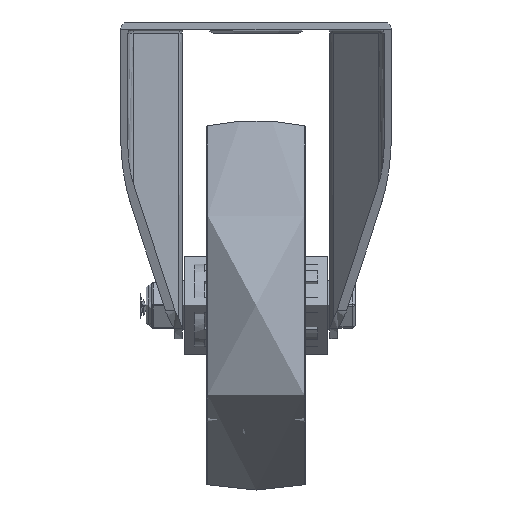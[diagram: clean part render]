
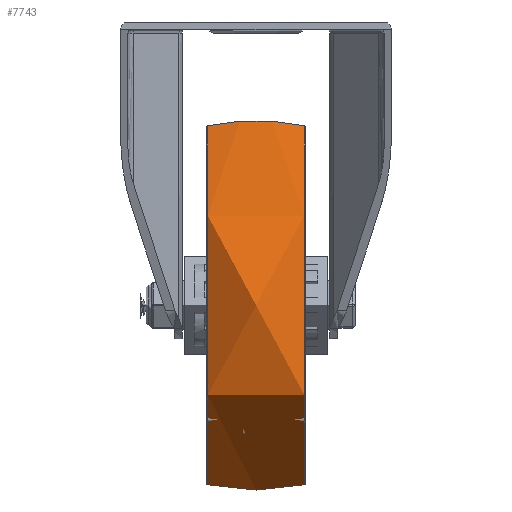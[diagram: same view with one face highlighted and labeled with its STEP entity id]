
A CAD part, left-side view. The second image highlights one B-rep face of the part: STEP entity #7743.
In plain terms, the highlighted free-form (B-spline) face has degree [2, 2] with [3, 9] control points.
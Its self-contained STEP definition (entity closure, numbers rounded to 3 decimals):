
#35=(
BOUNDED_SURFACE()
B_SPLINE_SURFACE(2,2,((#12391,#12392,#12393,#12394,#12395,#12396,#12397,
#12398,#12399),(#12400,#12401,#12402,#12403,#12404,#12405,#12406,#12407,
#12408),(#12409,#12410,#12411,#12412,#12413,#12414,#12415,#12416,#12417)),
 .UNSPECIFIED.,.F.,.T.,.F.)
B_SPLINE_SURFACE_WITH_KNOTS((3,3),(3,2,2,2,3),(-0.22,0.22),
(-3.142,-1.571,0.,1.571,3.142),
 .UNSPECIFIED.)
GEOMETRIC_REPRESENTATION_ITEM()
RATIONAL_B_SPLINE_SURFACE(((1.,0.707,1.,0.707,1.,
0.707,1.,0.707,1.),(0.976,0.69,
0.976,0.69,0.976,0.69,
0.976,0.69,0.976),(1.,0.707,
1.,0.707,1.,0.707,1.,0.707,1.)))
REPRESENTATION_ITEM('')
SURFACE()
);
#873=FACE_OUTER_BOUND('',#1347,.T.);
#1347=EDGE_LOOP('',(#5911,#5912,#5913,#5914));
#2981=CIRCLE('',#8471,72.838);
#2982=CIRCLE('',#8472,90.014);
#2983=CIRCLE('',#8473,72.838);
#3460=VERTEX_POINT('',#12388);
#3461=VERTEX_POINT('',#12418);
#4345=EDGE_CURVE('',#3460,#3460,#2981,.T.);
#4346=EDGE_CURVE('',#3460,#3461,#2982,.T.);
#4347=EDGE_CURVE('',#3461,#3461,#2983,.T.);
#5911=ORIENTED_EDGE('',*,*,#4345,.F.);
#5912=ORIENTED_EDGE('',*,*,#4346,.T.);
#5913=ORIENTED_EDGE('',*,*,#4347,.T.);
#5914=ORIENTED_EDGE('',*,*,#4346,.F.);
#7743=ADVANCED_FACE('',(#873),#35,.F.);
#8471=AXIS2_PLACEMENT_3D('',#12390,#9829,#9830);
#8472=AXIS2_PLACEMENT_3D('',#12419,#9831,#9832);
#8473=AXIS2_PLACEMENT_3D('',#12420,#9833,#9834);
#9829=DIRECTION('center_axis',(0.,1.,0.));
#9830=DIRECTION('ref_axis',(-1.,0.,0.));
#9831=DIRECTION('center_axis',(1.,0.,0.));
#9832=DIRECTION('ref_axis',(0.,0.,1.));
#9833=DIRECTION('center_axis',(0.,1.,0.));
#9834=DIRECTION('ref_axis',(-1.,0.,0.));
#12388=CARTESIAN_POINT('',(0.,19.609,72.838));
#12390=CARTESIAN_POINT('Origin',(0.,19.609,
0.));
#12391=CARTESIAN_POINT('Ctrl Pts',(0.,-19.609,
72.838));
#12392=CARTESIAN_POINT('Ctrl Pts',(72.838,-19.609,72.838));
#12393=CARTESIAN_POINT('Ctrl Pts',(72.838,-19.609,0.));
#12394=CARTESIAN_POINT('Ctrl Pts',(72.838,-19.609,-72.838));
#12395=CARTESIAN_POINT('Ctrl Pts',(0.,-19.609,
-72.838));
#12396=CARTESIAN_POINT('Ctrl Pts',(-72.838,-19.609,
-72.838));
#12397=CARTESIAN_POINT('Ctrl Pts',(-72.838,-19.609,
0.));
#12398=CARTESIAN_POINT('Ctrl Pts',(-72.838,-19.609,
72.838));
#12399=CARTESIAN_POINT('Ctrl Pts',(0.,-19.609,
72.838));
#12400=CARTESIAN_POINT('Ctrl Pts',(0.,0.,
77.215));
#12401=CARTESIAN_POINT('Ctrl Pts',(77.215,0.,
77.215));
#12402=CARTESIAN_POINT('Ctrl Pts',(77.215,0.,
0.));
#12403=CARTESIAN_POINT('Ctrl Pts',(77.215,0.,
-77.215));
#12404=CARTESIAN_POINT('Ctrl Pts',(0.,0.,
-77.215));
#12405=CARTESIAN_POINT('Ctrl Pts',(-77.215,0.,
-77.215));
#12406=CARTESIAN_POINT('Ctrl Pts',(-77.215,0.,
0.));
#12407=CARTESIAN_POINT('Ctrl Pts',(-77.215,0.,
77.215));
#12408=CARTESIAN_POINT('Ctrl Pts',(0.,0.,
77.215));
#12409=CARTESIAN_POINT('Ctrl Pts',(0.,19.609,
72.838));
#12410=CARTESIAN_POINT('Ctrl Pts',(72.838,19.609,72.838));
#12411=CARTESIAN_POINT('Ctrl Pts',(72.838,19.609,0.));
#12412=CARTESIAN_POINT('Ctrl Pts',(72.838,19.609,-72.838));
#12413=CARTESIAN_POINT('Ctrl Pts',(0.,19.609,
-72.838));
#12414=CARTESIAN_POINT('Ctrl Pts',(-72.838,19.609,-72.838));
#12415=CARTESIAN_POINT('Ctrl Pts',(-72.838,19.609,0.));
#12416=CARTESIAN_POINT('Ctrl Pts',(-72.838,19.609,72.838));
#12417=CARTESIAN_POINT('Ctrl Pts',(0.,19.609,
72.838));
#12418=CARTESIAN_POINT('',(0.,-19.609,72.838));
#12419=CARTESIAN_POINT('Origin',(0.,0.,
-15.014));
#12420=CARTESIAN_POINT('Origin',(0.,-19.609,
0.));
